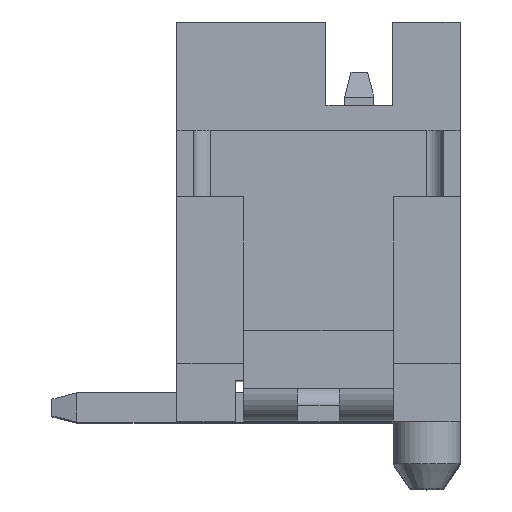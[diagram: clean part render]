
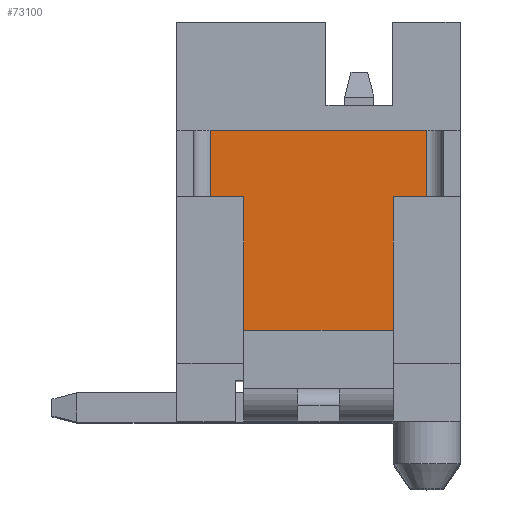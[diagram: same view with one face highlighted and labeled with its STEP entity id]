
A CAD part, top view. The second image highlights one B-rep face of the part: STEP entity #73100.
In plain terms, the highlighted planar face has unit normal (0, 0, 1).
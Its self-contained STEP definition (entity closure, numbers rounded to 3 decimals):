
#69220=CARTESIAN_POINT('',(0.633,0.67,11.65));
#69230=VERTEX_POINT('',#69220);
#69260=CARTESIAN_POINT('',(0.,0.67,11.65));
#69270=DIRECTION('',(1.,0.,0.));
#69280=VECTOR('',#69270,1.);
#69290=LINE('',#69260,#69280);
#69300=CARTESIAN_POINT('',(0.683,0.67,11.65));
#69310=VERTEX_POINT('',#69300);
#69320=EDGE_CURVE('',#69230,#69310,#69290,.T.);
#69830=CARTESIAN_POINT('',(0.,0.67,11.65));
#69840=DIRECTION('',(1.,0.,0.));
#69850=VECTOR('',#69840,1.);
#69860=LINE('',#69830,#69850);
#69870=CARTESIAN_POINT('',(-1.717,0.67,11.65));
#69880=VERTEX_POINT('',#69870);
#69890=CARTESIAN_POINT('',(-1.667,0.67,11.65));
#69900=VERTEX_POINT('',#69890);
#69910=EDGE_CURVE('',#69880,#69900,#69860,.T.);
#70180=CARTESIAN_POINT('',(0.683,-0.53,11.65));
#70190=VERTEX_POINT('',#70180);
#70220=CARTESIAN_POINT('',(0.,-0.53,11.65
));
#70230=DIRECTION('',(1.,0.,0.));
#70240=VECTOR('',#70230,1.);
#70250=LINE('',#70220,#70240);
#70260=CARTESIAN_POINT('',(0.633,-0.53,11.65));
#70270=VERTEX_POINT('',#70260);
#70280=EDGE_CURVE('',#70270,#70190,#70250,.T.);
#70470=CARTESIAN_POINT('',(0.792,0.,11.65)
);
#70480=DIRECTION('',(-0.287,-0.958,
0.));
#70490=VECTOR('',#70480,1.);
#70500=LINE('',#70470,#70490);
#70510=CARTESIAN_POINT('',(0.683,-0.364,11.65));
#70520=VERTEX_POINT('',#70510);
#70530=EDGE_CURVE('',#70520,#70270,#70500,.T.);
#70790=CARTESIAN_POINT('',(0.683,-0.78,11.65));
#70800=VERTEX_POINT('',#70790);
#70830=CARTESIAN_POINT('',(0.683,0.,11.65));
#70840=DIRECTION('',(0.,1.,0.));
#70850=VECTOR('',#70840,1.);
#70860=LINE('',#70830,#70850);
#70870=EDGE_CURVE('',#70800,#70190,#70860,.T.);
#70920=CARTESIAN_POINT('',(0.683,-0.03,11.65))
;
#70930=VERTEX_POINT('',#70920);
#70940=EDGE_CURVE('',#70520,#70930,#70860,.T.);
#71290=CARTESIAN_POINT('',(-2.217,1.47,11.65));
#71300=DIRECTION('',(0.,0.,-1.));
#71310=DIRECTION('',(0.,1.,0.));
#71320=AXIS2_PLACEMENT_3D('',#71290,#71300,#71310);
#71330=PLANE('',#71320);
#71340=CARTESIAN_POINT('',(0.,-1.03,11.65)
);
#71350=DIRECTION('',(-1.,0.,0.));
#71360=VECTOR('',#71350,1.);
#71370=LINE('',#71340,#71360);
#71380=CARTESIAN_POINT('',(-1.417,-1.03,11.65));
#71390=VERTEX_POINT('',#71380);
#71400=CARTESIAN_POINT('',(-1.517,-1.03,11.65));
#71410=VERTEX_POINT('',#71400);
#71420=EDGE_CURVE('',#71390,#71410,#71370,.T.);
#71430=ORIENTED_EDGE('',*,*,#71420,.F.);
#71440=CARTESIAN_POINT('',(-1.503,-0.83,11.65));
#71450=DIRECTION('',(0.,0.,1.));
#71460=DIRECTION('',(1.,0.,0.));
#71470=AXIS2_PLACEMENT_3D('',#71440,#71450,#71460);
#71480=CIRCLE('',#71470,0.2);
#71490=CARTESIAN_POINT('',(-1.699,-0.87,11.65));
#71500=VERTEX_POINT('',#71490);
#71510=EDGE_CURVE('',#71500,#71410,#71480,.T.);
#71520=ORIENTED_EDGE('',*,*,#71510,.T.);
#71530=CARTESIAN_POINT('',(-1.873,0.,11.65));
#71540=DIRECTION('',(-0.196,0.981,
0.));
#71550=VECTOR('',#71540,1.);
#71560=LINE('',#71530,#71550);
#71570=CARTESIAN_POINT('',(-1.717,-0.78,11.65));
#71580=VERTEX_POINT('',#71570);
#71590=EDGE_CURVE('',#71500,#71580,#71560,.T.);
#71600=ORIENTED_EDGE('',*,*,#71590,.F.);
#71610=CARTESIAN_POINT('',(-1.717,0.,11.65));
#71620=DIRECTION('',(0.,-1.,0.));
#71630=VECTOR('',#71620,1.);
#71640=LINE('',#71610,#71630);
#71650=CARTESIAN_POINT('',(-1.717,-0.53,11.65));
#71660=VERTEX_POINT('',#71650);
#71670=EDGE_CURVE('',#71660,#71580,#71640,.T.);
#71680=ORIENTED_EDGE('',*,*,#71670,.T.);
#71690=CARTESIAN_POINT('',(0.,-0.53,11.65
));
#71700=DIRECTION('',(1.,0.,0.));
#71710=VECTOR('',#71700,1.);
#71720=LINE('',#71690,#71710);
#71730=CARTESIAN_POINT('',(-1.667,-0.53,11.65));
#71740=VERTEX_POINT('',#71730);
#71750=EDGE_CURVE('',#71660,#71740,#71720,.T.);
#71760=ORIENTED_EDGE('',*,*,#71750,.F.);
#71770=CARTESIAN_POINT('',(-1.826,0.,11.65));
#71780=DIRECTION('',(-0.287,0.958,
0.));
#71790=VECTOR('',#71780,1.);
#71800=LINE('',#71770,#71790);
#71810=CARTESIAN_POINT('',(-1.717,-0.364,11.65));
#71820=VERTEX_POINT('',#71810);
#71830=EDGE_CURVE('',#71740,#71820,#71800,.T.);
#71840=ORIENTED_EDGE('',*,*,#71830,.F.);
#71850=CARTESIAN_POINT('',(-1.717,-0.03,11.65));
#71860=VERTEX_POINT('',#71850);
#71870=EDGE_CURVE('',#71860,#71820,#71640,.T.);
#71880=ORIENTED_EDGE('',*,*,#71870,.T.);
#71890=CARTESIAN_POINT('',(0.,-0.03,
11.65));
#71900=DIRECTION('',(1.,0.,0.));
#71910=VECTOR('',#71900,1.);
#71920=LINE('',#71890,#71910);
#71930=CARTESIAN_POINT('',(-1.667,-0.03,11.65));
#71940=VERTEX_POINT('',#71930);
#71950=EDGE_CURVE('',#71860,#71940,#71920,.T.);
#71960=ORIENTED_EDGE('',*,*,#71950,.F.);
#71970=CARTESIAN_POINT('',(-1.667,0.,11.65));
#71980=DIRECTION('',(0.,1.,0.));
#71990=VECTOR('',#71980,1.);
#72000=LINE('',#71970,#71990);
#72010=EDGE_CURVE('',#71940,#69900,#72000,.T.);
#72020=ORIENTED_EDGE('',*,*,#72010,.F.);
#72030=ORIENTED_EDGE('',*,*,#69910,.T.);
#72040=CARTESIAN_POINT('',(0.,0.67,11.65));
#72050=DIRECTION('',(1.,0.,0.));
#72060=VECTOR('',#72050,1.);
#72070=LINE('',#72040,#72060);
#72080=CARTESIAN_POINT('',(-1.817,0.67,11.65));
#72090=VERTEX_POINT('',#72080);
#72100=EDGE_CURVE('',#72090,#69880,#72070,.T.);
#72110=ORIENTED_EDGE('',*,*,#72100,.T.);
#72120=CARTESIAN_POINT('',(-1.817,0.,11.65));
#72130=DIRECTION('',(0.,-1.,0.));
#72140=VECTOR('',#72130,1.);
#72150=LINE('',#72120,#72140);
#72160=CARTESIAN_POINT('',(-1.817,1.47,11.65));
#72170=VERTEX_POINT('',#72160);
#72180=EDGE_CURVE('',#72170,#72090,#72150,.T.);
#72190=ORIENTED_EDGE('',*,*,#72180,.T.);
#72200=CARTESIAN_POINT('',(0.,1.47,11.65));
#72210=DIRECTION('',(1.,0.,0.));
#72220=VECTOR('',#72210,1.);
#72230=LINE('',#72200,#72220);
#72240=CARTESIAN_POINT('',(0.783,1.47,11.65));
#72250=VERTEX_POINT('',#72240);
#72260=EDGE_CURVE('',#72170,#72250,#72230,.T.);
#72270=ORIENTED_EDGE('',*,*,#72260,.F.);
#72280=CARTESIAN_POINT('',(0.783,0.,11.65
));
#72290=DIRECTION('',(0.,1.,0.));
#72300=VECTOR('',#72290,1.);
#72310=LINE('',#72280,#72300);
#72320=CARTESIAN_POINT('',(0.783,0.67,11.65));
#72330=VERTEX_POINT('',#72320);
#72340=EDGE_CURVE('',#72330,#72250,#72310,.T.);
#72350=ORIENTED_EDGE('',*,*,#72340,.T.);
#72360=CARTESIAN_POINT('',(0.,0.67,11.65));
#72370=DIRECTION('',(1.,0.,0.));
#72380=VECTOR('',#72370,1.);
#72390=LINE('',#72360,#72380);
#72400=EDGE_CURVE('',#69310,#72330,#72390,.T.);
#72410=ORIENTED_EDGE('',*,*,#72400,.T.);
#72420=ORIENTED_EDGE('',*,*,#69320,.T.);
#72430=CARTESIAN_POINT('',(0.633,0.,11.65
));
#72440=DIRECTION('',(0.,-1.,0.));
#72450=VECTOR('',#72440,1.);
#72460=LINE('',#72430,#72450);
#72470=CARTESIAN_POINT('',(0.633,-0.03,11.65))
;
#72480=VERTEX_POINT('',#72470);
#72490=EDGE_CURVE('',#69230,#72480,#72460,.T.);
#72500=ORIENTED_EDGE('',*,*,#72490,.F.);
#72510=CARTESIAN_POINT('',(0.,-0.03,
11.65));
#72520=DIRECTION('',(1.,0.,0.));
#72530=VECTOR('',#72520,1.);
#72540=LINE('',#72510,#72530);
#72550=EDGE_CURVE('',#72480,#70930,#72540,.T.);
#72560=ORIENTED_EDGE('',*,*,#72550,.F.);
#72570=ORIENTED_EDGE('',*,*,#70940,.T.);
#72580=ORIENTED_EDGE('',*,*,#70530,.F.);
#72590=ORIENTED_EDGE('',*,*,#70280,.F.);
#72600=ORIENTED_EDGE('',*,*,#70870,.T.);
#72610=CARTESIAN_POINT('',(0.839,0.,11.65));
#72620=DIRECTION('',(-0.196,-0.981,
0.));
#72630=VECTOR('',#72620,1.);
#72640=LINE('',#72610,#72630);
#72650=CARTESIAN_POINT('',(0.665,-0.87,11.65));
#72660=VERTEX_POINT('',#72650);
#72670=EDGE_CURVE('',#70800,#72660,#72640,.T.);
#72680=ORIENTED_EDGE('',*,*,#72670,.F.);
#72690=CARTESIAN_POINT('',(0.469,-0.83,11.65));
#72700=DIRECTION('',(0.,0.,-1.));
#72710=DIRECTION('',(-1.,0.,0.));
#72720=AXIS2_PLACEMENT_3D('',#72690,#72700,#72710);
#72730=CIRCLE('',#72720,0.2);
#72740=CARTESIAN_POINT('',(0.483,-1.03,11.65));
#72750=VERTEX_POINT('',#72740);
#72760=EDGE_CURVE('',#72660,#72750,#72730,.T.);
#72770=ORIENTED_EDGE('',*,*,#72760,.F.);
#72780=CARTESIAN_POINT('',(0.,-1.03,11.65)
);
#72790=DIRECTION('',(-1.,0.,0.));
#72800=VECTOR('',#72790,1.);
#72810=LINE('',#72780,#72800);
#72820=CARTESIAN_POINT('',(0.383,-1.03,11.65));
#72830=VERTEX_POINT('',#72820);
#72840=EDGE_CURVE('',#72750,#72830,#72810,.T.);
#72850=ORIENTED_EDGE('',*,*,#72840,.F.);
#72860=CARTESIAN_POINT('',(0.383,0.,11.65
));
#72870=DIRECTION('',(0.,-1.,0.));
#72880=VECTOR('',#72870,1.);
#72890=LINE('',#72860,#72880);
#72900=CARTESIAN_POINT('',(0.383,-1.63,11.65));
#72910=VERTEX_POINT('',#72900);
#72920=EDGE_CURVE('',#72830,#72910,#72890,.T.);
#72930=ORIENTED_EDGE('',*,*,#72920,.F.);
#72940=CARTESIAN_POINT('',(-2.217,-1.63,11.65));
#72950=DIRECTION('',(1.,0.,0.));
#72960=VECTOR('',#72950,1.);
#72970=LINE('',#72940,#72960);
#72980=CARTESIAN_POINT('',(-1.417,-1.63,11.65));
#72990=VERTEX_POINT('',#72980);
#73000=EDGE_CURVE('',#72990,#72910,#72970,.T.);
#73010=ORIENTED_EDGE('',*,*,#73000,.T.);
#73020=CARTESIAN_POINT('',(-1.417,0.,11.65));
#73030=DIRECTION('',(0.,1.,0.));
#73040=VECTOR('',#73030,1.);
#73050=LINE('',#73020,#73040);
#73060=EDGE_CURVE('',#72990,#71390,#73050,.T.);
#73070=ORIENTED_EDGE('',*,*,#73060,.F.);
#73080=EDGE_LOOP('',(#73070,#73010,#72930,#72850,#72770,#72680,#72600,
#72590,#72580,#72570,#72560,#72500,#72420,#72410,#72350,#72270,#72190,
#72110,#72030,#72020,#71960,#71880,#71840,#71760,#71680,#71600,#71520,
#71430));
#73090=FACE_OUTER_BOUND('',#73080,.T.);
#73100=ADVANCED_FACE('',(#73090),#71330,.F.);
